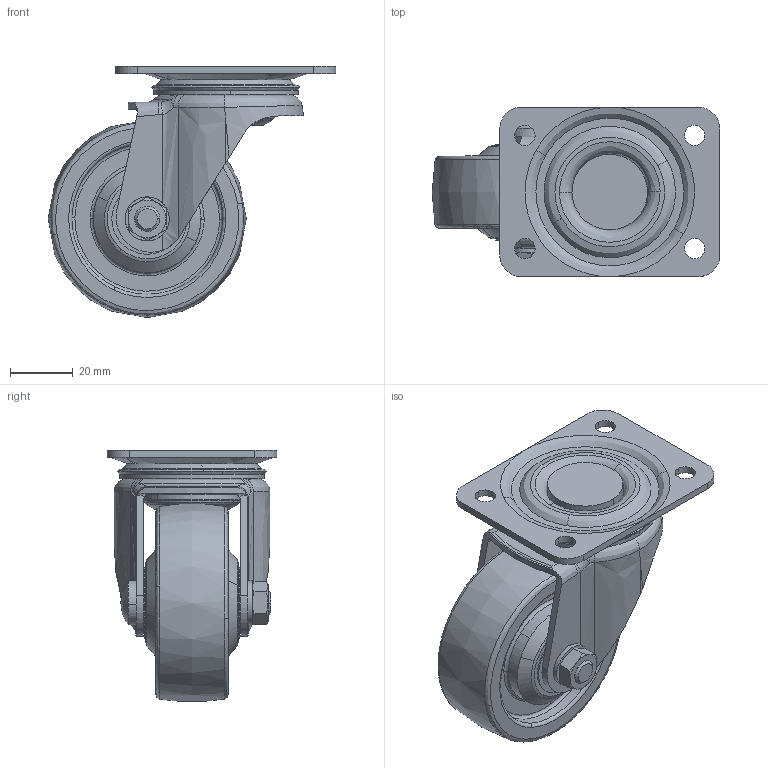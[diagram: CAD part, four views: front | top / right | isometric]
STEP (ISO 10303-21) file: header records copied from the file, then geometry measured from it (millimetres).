
FILE_DESCRIPTION((''),'2;1');
FILE_NAME('','2009-03-19T14:07:24',(''),(''),'','CADfix','');
FILE_SCHEMA(('AUTOMOTIVE_DESIGN { 1 0 10303 214 1 1 1 1 }'));
Length unit declared in the file: millimetre
Bounding box: 91.5 x 54 x 79.9 mm (x, y, z)
Volume: 99388.6 mm3; surface area: 38102.8 mm2
Topology: 4 solids, 13 shells, 258 faces, 845 edges, 619 vertices
Faces by surface type: bspline 258
Entity records: 14302 total; most frequent: CARTESIAN_POINT 9760, ORIENTED_EDGE 1626, EDGE_CURVE 845, VERTEX_POINT 619, EDGE_LOOP 298, FACE_OUTER_BOUND 258, ADVANCED_FACE 258, QUASI_UNIFORM_CURVE 163
